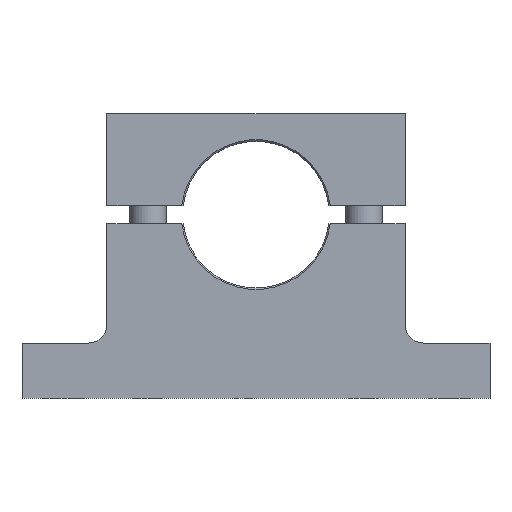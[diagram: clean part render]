
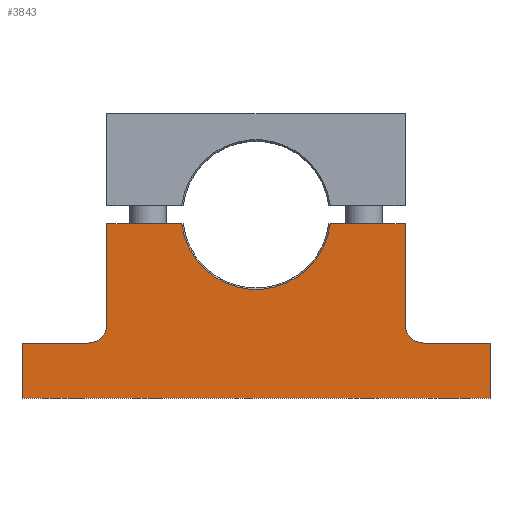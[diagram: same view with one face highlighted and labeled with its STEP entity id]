
A CAD part, top view. The second image highlights one B-rep face of the part: STEP entity #3843.
In plain terms, the highlighted planar face has unit normal (0, 0, 1).
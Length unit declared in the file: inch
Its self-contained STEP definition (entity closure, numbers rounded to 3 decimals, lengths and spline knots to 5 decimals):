
#27 = VERTEX_POINT ( 'NONE', #1786 ) ;
#65 = EDGE_CURVE ( 'NONE', #3304, #894, #4133, .T. ) ;
#67 = EDGE_LOOP ( 'NONE', ( #1592, #4048, #2742, #1244, #1021, #2432, #927, #3012, #1952, #3494, #1782, #4276 ) ) ;
#132 = VERTEX_POINT ( 'NONE', #1032 ) ;
#215 = CARTESIAN_POINT ( 'NONE',  ( 1.59375, -1.25, 0.375 ) ) ;
#227 = DIRECTION ( 'NONE',  ( 0., 1., 0. ) ) ;
#276 = DIRECTION ( 'NONE',  ( 1., 0., 0. ) ) ;
#285 = CARTESIAN_POINT ( 'NONE',  ( -1.0155, -0.75, 0.375 ) ) ;
#368 = CARTESIAN_POINT ( 'NONE',  ( 1.59375, -0.875, 0.375 ) ) ;
#409 = CARTESIAN_POINT ( 'NONE',  ( 1.59375, -1.25, 0.375 ) ) ;
#445 = LINE ( 'NONE', #4539, #1476 ) ;
#521 = DIRECTION ( 'NONE',  ( 0., 0., 1. ) ) ;
#620 = DIRECTION ( 'NONE',  ( 1., 0., 0. ) ) ;
#678 = CARTESIAN_POINT ( 'NONE',  ( 1.0155, -0.0625, 0.375 ) ) ;
#784 = VECTOR ( 'NONE', #991, 39.37008 ) ;
#799 = LINE ( 'NONE', #4473, #3738 ) ;
#816 = EDGE_CURVE ( 'NONE', #2269, #1097, #3291, .T. ) ;
#885 = CARTESIAN_POINT ( 'NONE',  ( 1.0155, -0.0625, 0.375 ) ) ;
#894 = VERTEX_POINT ( 'NONE', #1881 ) ;
#921 = LINE ( 'NONE', #285, #3881 ) ;
#927 = ORIENTED_EDGE ( 'NONE', *, *, #816, .F. ) ;
#972 = VERTEX_POINT ( 'NONE', #409 ) ;
#991 = DIRECTION ( 'NONE',  ( 1., 0., 0. ) ) ;
#1021 = ORIENTED_EDGE ( 'NONE', *, *, #2526, .F. ) ;
#1032 = CARTESIAN_POINT ( 'NONE',  ( -1.0155, -0.0625, 0.375 ) ) ;
#1076 = CARTESIAN_POINT ( 'NONE',  ( -1.1405, -0.75, 0.375 ) ) ;
#1086 = AXIS2_PLACEMENT_3D ( 'NONE', #2833, #521, #3225 ) ;
#1097 = VERTEX_POINT ( 'NONE', #4315 ) ;
#1101 = CARTESIAN_POINT ( 'NONE',  ( -1.59375, -1.25, 0.375 ) ) ;
#1109 = CIRCLE ( 'NONE', #2805, 0.125 ) ;
#1153 = VERTEX_POINT ( 'NONE', #1853 ) ;
#1190 = CARTESIAN_POINT ( 'NONE',  ( 0., 0., 0.375 ) ) ;
#1244 = ORIENTED_EDGE ( 'NONE', *, *, #3103, .F. ) ;
#1405 = LINE ( 'NONE', #885, #3451 ) ;
#1414 = CARTESIAN_POINT ( 'NONE',  ( 1.1405, -0.75, 0.375 ) ) ;
#1476 = VECTOR ( 'NONE', #4205, 39.37008 ) ;
#1477 = DIRECTION ( 'NONE',  ( 1., 0., 0. ) ) ;
#1535 = EDGE_CURVE ( 'NONE', #4547, #972, #4816, .T. ) ;
#1552 = DIRECTION ( 'NONE',  ( 0., -1., 0. ) ) ;
#1573 = DIRECTION ( 'NONE',  ( 1., 0., 0. ) ) ;
#1592 = ORIENTED_EDGE ( 'NONE', *, *, #4489, .F. ) ;
#1646 = PLANE ( 'NONE',  #1086 ) ;
#1782 = ORIENTED_EDGE ( 'NONE', *, *, #3168, .F. ) ;
#1786 = CARTESIAN_POINT ( 'NONE',  ( -0.50616, -0.0625, 0.375 ) ) ;
#1801 = DIRECTION ( 'NONE',  ( 1., 0., 0. ) ) ;
#1814 = LINE ( 'NONE', #2156, #784 ) ;
#1853 = CARTESIAN_POINT ( 'NONE',  ( 0.50616, -0.0625, 0.375 ) ) ;
#1881 = CARTESIAN_POINT ( 'NONE',  ( 1.0155, -0.75, 0.375 ) ) ;
#1952 = ORIENTED_EDGE ( 'NONE', *, *, #4591, .F. ) ;
#2156 = CARTESIAN_POINT ( 'NONE',  ( 0.49608, -0.0625, 0.375 ) ) ;
#2269 = VERTEX_POINT ( 'NONE', #3170 ) ;
#2432 = ORIENTED_EDGE ( 'NONE', *, *, #4156, .T. ) ;
#2526 = EDGE_CURVE ( 'NONE', #2979, #132, #921, .T. ) ;
#2527 = DIRECTION ( 'NONE',  ( -1., 0., 0. ) ) ;
#2612 = CIRCLE ( 'NONE', #2716, 0.51 ) ;
#2669 = VERTEX_POINT ( 'NONE', #678 ) ;
#2716 = AXIS2_PLACEMENT_3D ( 'NONE', #1190, #3878, #1573 ) ;
#2728 = EDGE_CURVE ( 'NONE', #4212, #2269, #445, .T. ) ;
#2742 = ORIENTED_EDGE ( 'NONE', *, *, #4306, .T. ) ;
#2775 = CARTESIAN_POINT ( 'NONE',  ( -1.0155, -0.75, 0.375 ) ) ;
#2793 = VECTOR ( 'NONE', #1552, 39.37008 ) ;
#2805 = AXIS2_PLACEMENT_3D ( 'NONE', #1076, #3770, #1477 ) ;
#2833 = CARTESIAN_POINT ( 'NONE',  ( 0., -0.76727, 0.375 ) ) ;
#2979 = VERTEX_POINT ( 'NONE', #2775 ) ;
#3012 = ORIENTED_EDGE ( 'NONE', *, *, #2728, .F. ) ;
#3103 = EDGE_CURVE ( 'NONE', #132, #27, #3869, .T. ) ;
#3168 = EDGE_CURVE ( 'NONE', #3304, #4547, #799, .T. ) ;
#3170 = CARTESIAN_POINT ( 'NONE',  ( -1.59375, -0.875, 0.375 ) ) ;
#3225 = DIRECTION ( 'NONE',  ( 1., 0., 0. ) ) ;
#3258 = CARTESIAN_POINT ( 'NONE',  ( 1.59375, -0.875, 0.375 ) ) ;
#3291 = LINE ( 'NONE', #3746, #4301 ) ;
#3304 = VERTEX_POINT ( 'NONE', #4130 ) ;
#3320 = CARTESIAN_POINT ( 'NONE',  ( -1.0155, -0.0625, 0.375 ) ) ;
#3445 = LINE ( 'NONE', #215, #4444 ) ;
#3451 = VECTOR ( 'NONE', #3922, 39.37008 ) ;
#3494 = ORIENTED_EDGE ( 'NONE', *, *, #1535, .F. ) ;
#3665 = EDGE_CURVE ( 'NONE', #1153, #2669, #1814, .T. ) ;
#3738 = VECTOR ( 'NONE', #276, 39.37008 ) ;
#3746 = CARTESIAN_POINT ( 'NONE',  ( -1.59375, -0.875, 0.375 ) ) ;
#3770 = DIRECTION ( 'NONE',  ( 0., 0., -1. ) ) ;
#3843 = ADVANCED_FACE ( 'NONE', ( #4893 ), #1646, .T. ) ;
#3869 = LINE ( 'NONE', #3320, #4870 ) ;
#3878 = DIRECTION ( 'NONE',  ( 0., 0., -1. ) ) ;
#3881 = VECTOR ( 'NONE', #227, 39.37008 ) ;
#3922 = DIRECTION ( 'NONE',  ( 0., -1., 0. ) ) ;
#4048 = ORIENTED_EDGE ( 'NONE', *, *, #3665, .F. ) ;
#4075 = DIRECTION ( 'NONE',  ( 0., 0., -1. ) ) ;
#4130 = CARTESIAN_POINT ( 'NONE',  ( 1.1405, -0.875, 0.375 ) ) ;
#4133 = CIRCLE ( 'NONE', #4824, 0.125 ) ;
#4156 = EDGE_CURVE ( 'NONE', #2979, #1097, #1109, .T. ) ;
#4205 = DIRECTION ( 'NONE',  ( 0., 1., 0. ) ) ;
#4212 = VERTEX_POINT ( 'NONE', #1101 ) ;
#4276 = ORIENTED_EDGE ( 'NONE', *, *, #65, .T. ) ;
#4301 = VECTOR ( 'NONE', #4495, 39.37008 ) ;
#4306 = EDGE_CURVE ( 'NONE', #1153, #27, #2612, .T. ) ;
#4315 = CARTESIAN_POINT ( 'NONE',  ( -1.1405, -0.875, 0.375 ) ) ;
#4444 = VECTOR ( 'NONE', #2527, 39.37008 ) ;
#4473 = CARTESIAN_POINT ( 'NONE',  ( 1.1405, -0.875, 0.375 ) ) ;
#4489 = EDGE_CURVE ( 'NONE', #2669, #894, #1405, .T. ) ;
#4495 = DIRECTION ( 'NONE',  ( 1., 0., 0. ) ) ;
#4539 = CARTESIAN_POINT ( 'NONE',  ( -1.59375, -1.25, 0.375 ) ) ;
#4547 = VERTEX_POINT ( 'NONE', #3258 ) ;
#4591 = EDGE_CURVE ( 'NONE', #972, #4212, #3445, .T. ) ;
#4816 = LINE ( 'NONE', #368, #2793 ) ;
#4824 = AXIS2_PLACEMENT_3D ( 'NONE', #1414, #4075, #1801 ) ;
#4870 = VECTOR ( 'NONE', #620, 39.37008 ) ;
#4893 = FACE_OUTER_BOUND ( 'NONE', #67, .T. ) ;
